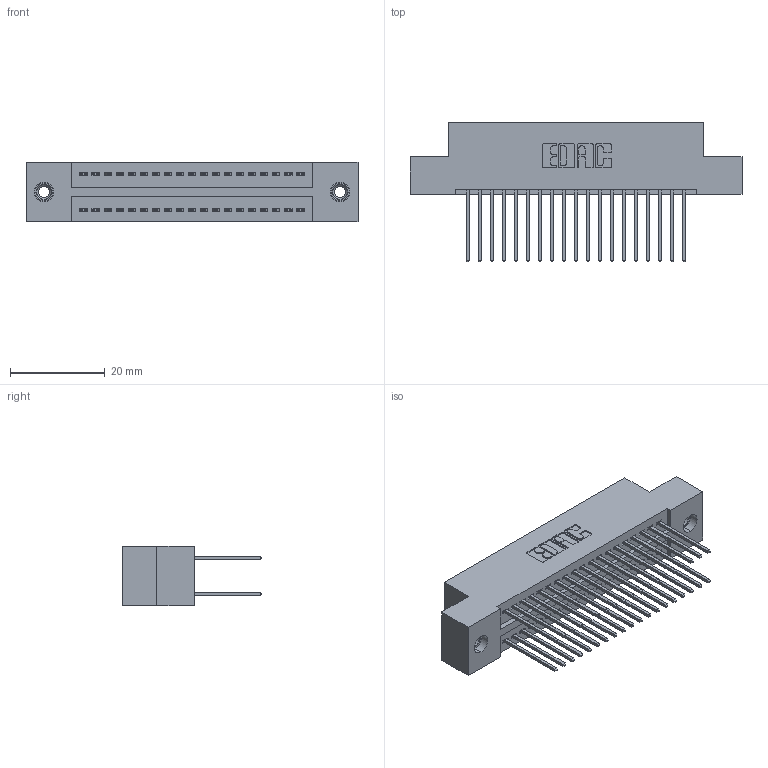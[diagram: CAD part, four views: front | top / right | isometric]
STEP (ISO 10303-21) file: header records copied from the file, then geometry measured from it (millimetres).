
FILE_DESCRIPTION (( 'STEP AP203' ), '1' );
FILE_NAME ('325-038-540-208.STEP', '2020-02-24T21:06:17', ( '' ), ( '' ), 'SwSTEP 2.0', 'SolidWorks 2016', '' );
FILE_SCHEMA (( 'CONFIG_CONTROL_DESIGN' ));
Length unit declared in the file: inch
Products named in the file (4): 325-292-001_325-293-140; 325-038-540-208; 325 Part_TI; 345-250-001_345-250-003-102
Assembly tree (41 placements, depth 2):
  325-038-540-208
    325 Part_TI
    325-292-001_325-293-140  x38
    345-250-001_345-250-003-102  x2
Bounding box: 69.98 x 29.46 x 12.45 mm (x, y, z)
Volume: 8964.9 mm3; surface area: 11004.9 mm2
Topology: 41 solids, 41 shells, 2150 faces, 6337 edges, 4166 vertices
Faces by surface type: plane 1470, cylinder 664, cone 12, torus 4
Entity records: 16402 total; most frequent: CARTESIAN_POINT 2729, ORIENTED_EDGE 2658, DIRECTION 2403, EDGE_CURVE 1329, LINE 1181, VECTOR 1181, VERTEX_POINT 880, AXIS2_PLACEMENT_3D 611
